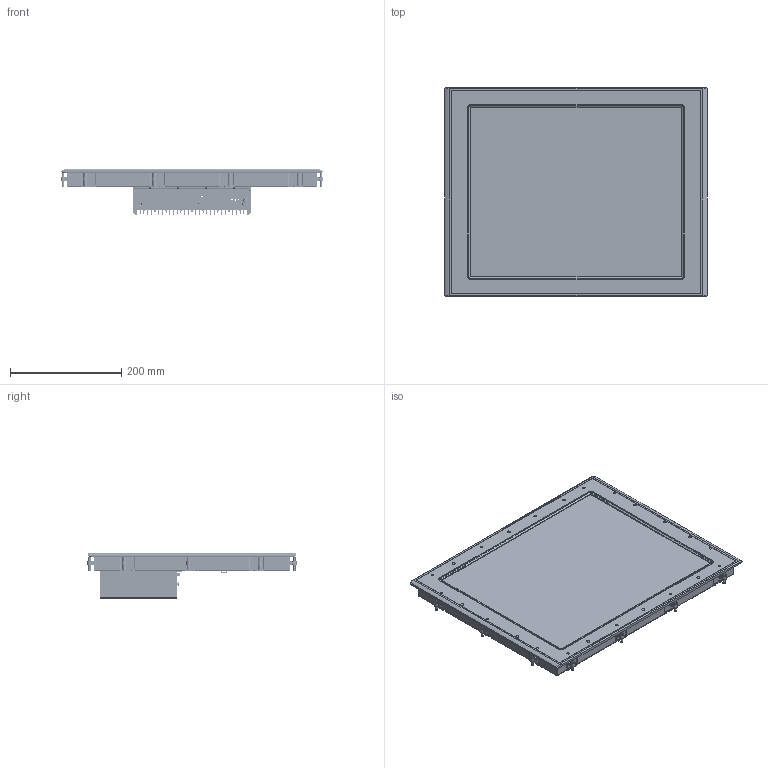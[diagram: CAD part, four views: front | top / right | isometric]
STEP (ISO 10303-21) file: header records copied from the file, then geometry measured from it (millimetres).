
FILE_DESCRIPTION(/* description */ ('OMD19/1280x1024/BE1'),/* implementation_level */ '2;1');
FILE_NAME(/* name */ 'M0018073001.stp',/* time_stamp */ '2019-07-25T15:44:19+02:00',/* author */ ('schwendm'),/* organization */ ('2019 Bachmann electronic GmbH'),/* preprocessor_version */ 'ST-DEVELOPER v15.2',/* originating_system */ 'Autodesk Inventor 2014',/* authorisation */ '-');
FILE_SCHEMA (('AUTOMOTIVE_DESIGN { 1 0 10303 214 3 1 1 }'));
Products named in the file (4): M0017976100; M0018065101; M0018056101; M0018073001
Assembly tree (3 placements, depth 2):
  M0018073001
    M0017976100
    M0018065101
    M0018056101
Bounding box: 472 x 376 x 83 mm (x, y, z)
Volume: 5029081.5 mm3; surface area: 1525436 mm2
Topology: 103 solids, 103 shells, 5167 faces, 13133 edges, 8126 vertices
Faces by surface type: plane 2433, cylinder 1129, cone 585, bspline 517, torus 390, sphere 113
Full cylindrical faces by diameter (mm): 1 x4, 1.57 x1, 2.1 x3, 2.224 x14, 2.46 x1, 2.5 x16, 2.7 x14, 3 x18, 3.2 x14, 3.232 x1, 3.24 x14, 3.242 x1, 3.775 x1, 4 x15, 4.2 x15, 4.22 x14, 4.25 x8, 4.3 x28, 4.7 x14, 5 x28, 5.186 x1, 5.2 x1, 5.3 x14, 5.38 x1, 5.4 x11, 7.95 x1, 8 x42, 9 x14
Entity records: 163079 total; most frequent: CARTESIAN_POINT 40556, ORIENTED_EDGE 24266, DIRECTION 23124, EDGE_CURVE 12133, AXIS2_PLACEMENT_3D 8352, VERTEX_POINT 7983, LINE 6420, VECTOR 6420
